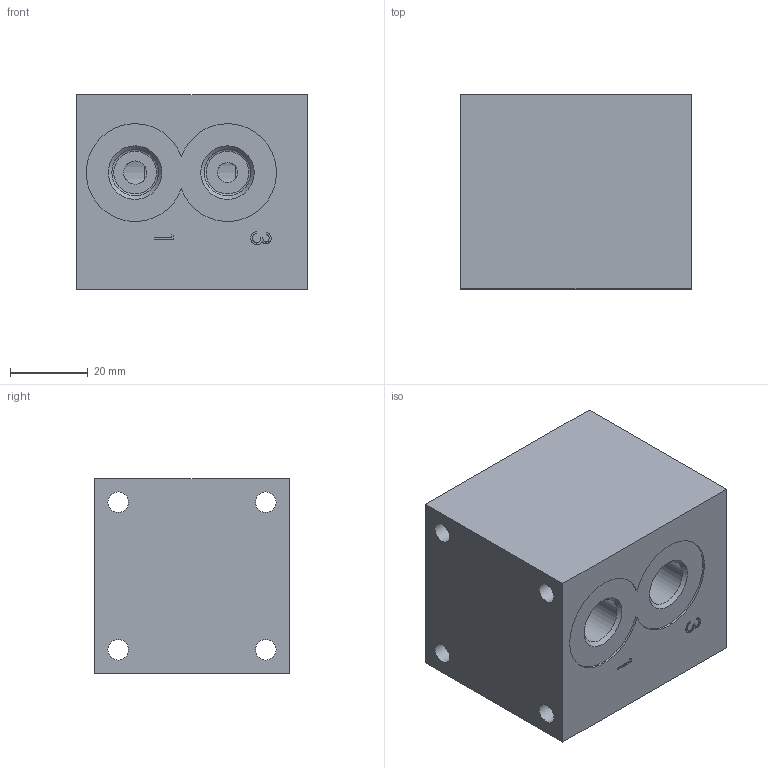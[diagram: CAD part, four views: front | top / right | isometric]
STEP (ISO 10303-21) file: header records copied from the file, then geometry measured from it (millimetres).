
FILE_DESCRIPTION (( 'STEP AP214' ), '1' );
FILE_NAME ('4544096-SWP-000.STEP', '2024-04-16T14:27:36', ( '' ), ( '' ), 'SwSTEP 2.0', 'SolidWorks 2022', '' );
FILE_SCHEMA (( 'AUTOMOTIVE_DESIGN' ));
Length unit declared in the file: millimetre
Products named in the file (1): 4544096-SWP-000
Bounding box: 59.5 x 50 x 50 mm (x, y, z)
Volume: 120381.6 mm3; surface area: 25934.8 mm2
Topology: 1 solids, 1 shells, 426 faces, 1097 edges, 725 vertices
Faces by surface type: plane 252, bspline 132, cylinder 25, torus 9, cone 8
Full cylindrical faces by diameter (mm): 5.2 x2, 5.3 x4, 6 x1, 10.135 x4, 12 x3, 17.8 x1, 18.009 x1, 18.8 x1, 19.009 x1, 19.8 x1, 20.011 x1, 22.4 x1, 25.2 x1, 26.8 x1
Entity records: 21063 total; most frequent: CARTESIAN_POINT 11189, ORIENTED_EDGE 2094, DIRECTION 1428, EDGE_CURVE 1047, VECTOR 716, LINE 716, VERTEX_POINT 715, EDGE_LOOP 532
